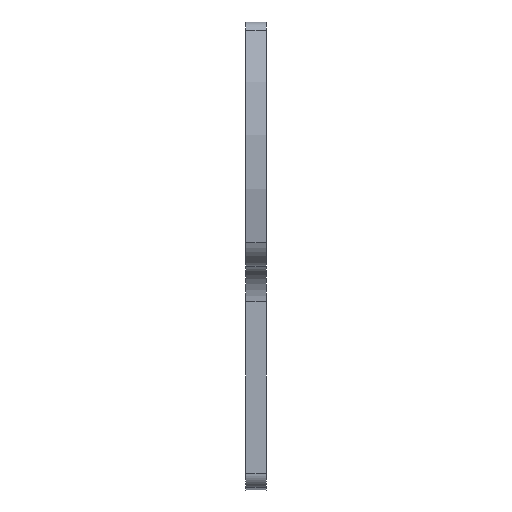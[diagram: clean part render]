
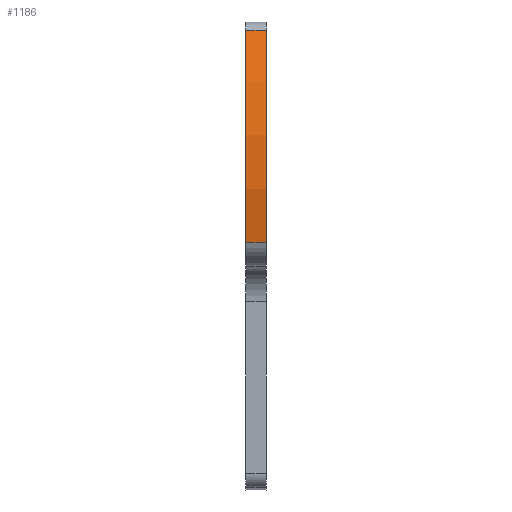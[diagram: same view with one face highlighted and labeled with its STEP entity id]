
A CAD part, front view. The second image highlights one B-rep face of the part: STEP entity #1186.
In plain terms, the highlighted cylindrical face has radius 47 mm (diameter 94 mm), a partial arc.
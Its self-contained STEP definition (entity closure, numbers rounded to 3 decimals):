
#1126=CARTESIAN_POINT('',(0.0,-45.556,-11.56));
#1127=VERTEX_POINT('',#1126);
#1136=CARTESIAN_POINT('',(3.0,-45.556,-11.56));
#1137=VERTEX_POINT('',#1136);
#1145=CARTESIAN_POINT('',(0.0,-45.556,-11.56));
#1146=DIRECTION('',(1.0,0.0,0.0));
#1147=VECTOR('',#1146,3.0);
#1148=LINE('',#1145,#1147);
#1149=EDGE_CURVE('',#1127,#1137,#1148,.T.);
#1154=CARTESIAN_POINT('',(0.0,0.0,0.0));
#1155=DIRECTION('',(1.0,0.0,0.0));
#1156=DIRECTION('',(0.0,0.917,-0.4));
#1157=AXIS2_PLACEMENT_3D('',#1154,#1155,#1156);
#1158=CYLINDRICAL_SURFACE('',#1157,47.0);
#1159=CARTESIAN_POINT('',(0.0,-43.076,18.8));
#1160=VERTEX_POINT('',#1159);
#1161=CARTESIAN_POINT('',(0.0,0.0,0.0));
#1162=DIRECTION('',(-1.0,0.0,0.0));
#1163=DIRECTION('',(0.0,0.917,-0.4));
#1164=AXIS2_PLACEMENT_3D('',#1161,#1162,#1163);
#1165=CIRCLE('',#1164,47.);
#1166=EDGE_CURVE('',#1127,#1160,#1165,.T.);
#1167=ORIENTED_EDGE('',*,*,#1166,.F.);
#1168=ORIENTED_EDGE('',*,*,#1149,.T.);
#1169=CARTESIAN_POINT('',(3.0,-43.076,18.8));
#1170=VERTEX_POINT('',#1169);
#1171=CARTESIAN_POINT('',(3.0,0.0,0.0));
#1172=DIRECTION('',(1.0,0.0,0.0));
#1173=DIRECTION('',(0.0,0.917,-0.4));
#1174=AXIS2_PLACEMENT_3D('',#1171,#1172,#1173);
#1175=CIRCLE('',#1174,47.);
#1176=EDGE_CURVE('',#1170,#1137,#1175,.T.);
#1177=ORIENTED_EDGE('',*,*,#1176,.F.);
#1178=CARTESIAN_POINT('',(0.0,-43.076,18.8));
#1179=DIRECTION('',(1.0,0.0,0.0));
#1180=VECTOR('',#1179,3.0);
#1181=LINE('',#1178,#1180);
#1182=EDGE_CURVE('',#1160,#1170,#1181,.T.);
#1183=ORIENTED_EDGE('',*,*,#1182,.F.);
#1184=EDGE_LOOP('',(#1167,#1168,#1177,#1183));
#1185=FACE_OUTER_BOUND('',#1184,.T.);
#1186=ADVANCED_FACE('',(#1185),#1158,.T.);
